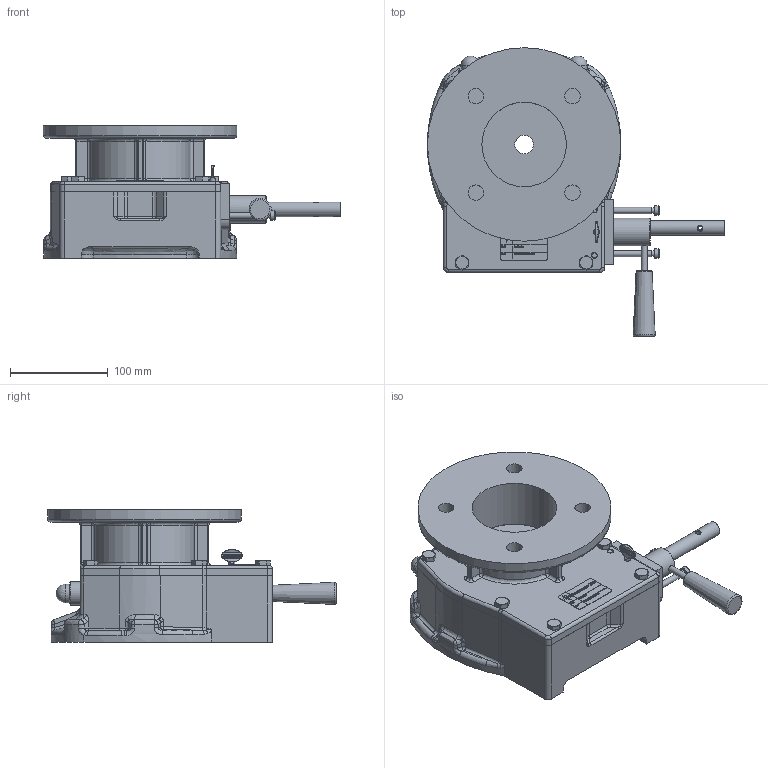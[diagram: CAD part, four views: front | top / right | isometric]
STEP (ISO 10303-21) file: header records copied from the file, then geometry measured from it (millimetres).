
FILE_DESCRIPTION((''),'2;1');
FILE_NAME('M14SD_Web_Version.stp','2008-07-14T11:09:19',('600004819'),(''),'Autodesk Inventor 11','Autodesk Inventor 11','');
FILE_SCHEMA(('AUTOMOTIVE_DESIGN { 1 0 10303 214 1 1 1 1 }'));
Length unit declared in the file: inch
Products named in the file (1): M14SD_Web_Version
Bounding box: 304.29 x 295.3 x 135.59 mm (x, y, z)
Volume: 3173265.1 mm3; surface area: 271747.3 mm2
Topology: 4 solids, 4 shells, 1524 faces, 3954 edges, 2531 vertices
Faces by surface type: plane 664, bspline 632, cylinder 149, cone 52, torus 15, sphere 12
Full cylindrical faces by diameter (mm): 4.978 x2, 5.588 x2, 6.198 x1, 6.223 x1, 6.299 x2, 9.525 x2, 11.63 x6, 14.935 x1, 19 x2, 19.05 x1, 24 x2, 28.346 x1, 87.986 x2, 89.916 x2, 90 x2, 198.12 x1
Entity records: 60911 total; most frequent: CARTESIAN_POINT 28359, ORIENTED_EDGE 7672, DIRECTION 4862, EDGE_CURVE 3836, VERTEX_POINT 2506, VECTOR 2034, LINE 2034, EDGE_LOOP 1725
